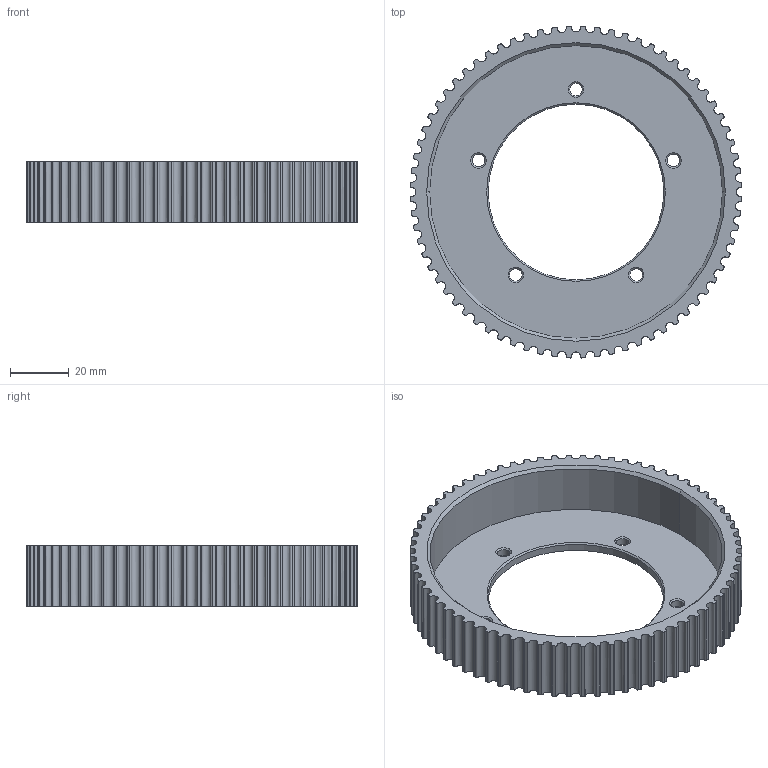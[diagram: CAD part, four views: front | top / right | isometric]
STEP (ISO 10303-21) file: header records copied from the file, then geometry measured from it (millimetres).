
FILE_DESCRIPTION (( 'STEP AP203' ), '1' );
FILE_NAME ('Pulley 72Ò.STEP', '2021-12-02T15:08:34', ( '' ), ( '' ), 'SwSTEP 2.0', 'SolidWorks 2022', '' );
FILE_SCHEMA (( 'CONFIG_CONTROL_DESIGN' ));
Length unit declared in the file: millimetre
Products named in the file (1): Pulley 72ﾒ
Bounding box: 113.38 x 113.38 x 21 mm (x, y, z)
Volume: 54203.4 mm3; surface area: 30875.9 mm2
Topology: 1 solids, 1 shells, 175 faces, 502 edges, 330 vertices
Faces by surface type: cylinder 86, bspline 72, cone 14, plane 3
Entity records: 30207 total; most frequent: CARTESIAN_POINT 25848, ORIENTED_EDGE 1004, DIRECTION 752, EDGE_CURVE 502, VERTEX_POINT 330, AXIS2_PLACEMENT_3D 290, EDGE_LOOP 188, CIRCLE 186
